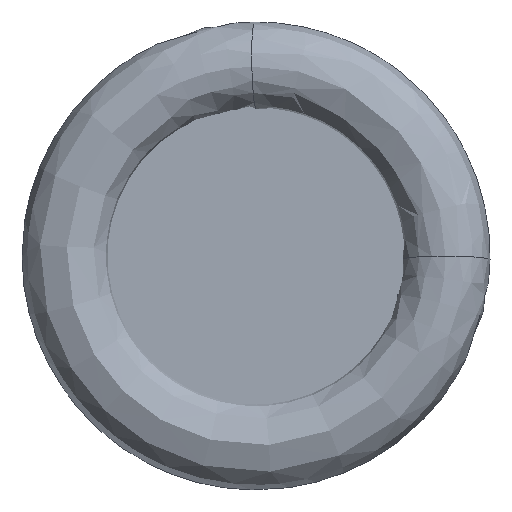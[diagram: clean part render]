
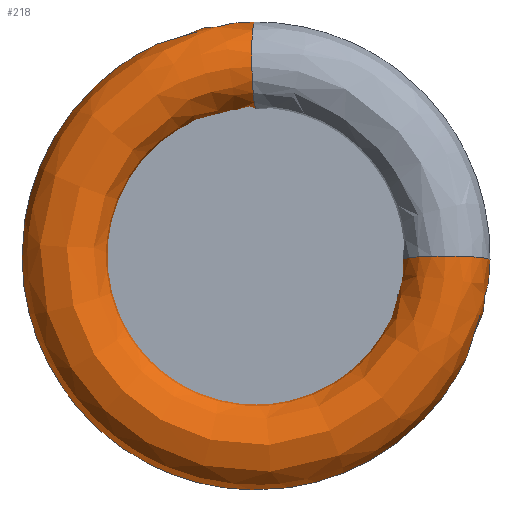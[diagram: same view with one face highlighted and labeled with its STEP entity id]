
A CAD part, left-side view. The second image highlights one B-rep face of the part: STEP entity #218.
In plain terms, the highlighted free-form (B-spline) face has degree [3, 3] with [7, 7] control points.
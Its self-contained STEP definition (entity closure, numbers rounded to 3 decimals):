
#218=ADVANCED_FACE('',(#243,#244),#240,.F.);
#240=(
BOUNDED_SURFACE()
B_SPLINE_SURFACE(3,3,((#554,#555,#556,#557,#558,#559,#560),(#561,#562,#563,
#564,#565,#566,#567),(#568,#569,#570,#571,#572,#573,#574),(#575,#576,#577,
#578,#579,#580,#581),(#582,#583,#584,#585,#586,#587,#588),(#589,#590,#591,
#592,#593,#594,#595),(#596,#597,#598,#599,#600,#601,#602)),
 .UNSPECIFIED.,.T.,.F.,.F.)
B_SPLINE_SURFACE_WITH_KNOTS((1,3,3,3,1),(4,3,4),(-0.5,0.,0.5,1.,1.5),(0.,
0.5,1.),.UNSPECIFIED.)
GEOMETRIC_REPRESENTATION_ITEM()
RATIONAL_B_SPLINE_SURFACE(((1.,0.592,0.592,1.,0.592,
0.592,1.),(0.333,0.197,0.197,
0.333,0.197,0.197,0.333),
(0.333,0.197,0.197,0.333,
0.197,0.197,0.333),(1.,0.592,
0.592,1.,0.592,0.592,1.),(0.333,
0.197,0.197,0.333,0.197,
0.197,0.333),(0.333,0.197,
0.197,0.333,0.197,0.197,
0.333),(1.,0.592,0.592,1.,0.592,
0.592,1.)))
REPRESENTATION_ITEM('')
SURFACE()
);
#243=FACE_BOUND('',#283,.T.);
#244=FACE_BOUND('',#284,.T.);
#283=EDGE_LOOP('',(#325));
#284=EDGE_LOOP('',(#326));
#325=ORIENTED_EDGE('',*,*,#388,.T.);
#326=ORIENTED_EDGE('',*,*,#389,.F.);
#367=VERTEX_POINT('',#551);
#368=VERTEX_POINT('',#553);
#388=EDGE_CURVE('',#367,#367,#409,.T.);
#389=EDGE_CURVE('',#368,#368,#410,.T.);
#409=CIRCLE('',#431,6.);
#410=CIRCLE('',#432,6.);
#431=AXIS2_PLACEMENT_3D('',#550,#471,#472);
#432=AXIS2_PLACEMENT_3D('',#552,#473,#474);
#471=DIRECTION('',(0.087,0.996,-0.022));
#472=DIRECTION('',(0.996,-0.087,0.002));
#473=DIRECTION('',(0.087,0.,0.996));
#474=DIRECTION('',(0.996,0.,-0.087));
#550=CARTESIAN_POINT('',(5.977,0.041,25.501));
#551=CARTESIAN_POINT('',(11.954,-0.482,25.513));
#552=CARTESIAN_POINT('',(5.977,-25.496,-0.523));
#553=CARTESIAN_POINT('',(11.954,-25.496,-1.046));
#554=CARTESIAN_POINT('',(11.954,-25.496,-1.046));
#555=CARTESIAN_POINT('',(11.954,-24.41,-27.517));
#556=CARTESIAN_POINT('',(11.954,0.411,-36.781));
#557=CARTESIAN_POINT('',(11.954,18.575,-17.495));
#558=CARTESIAN_POINT('',(11.954,36.74,1.791));
#559=CARTESIAN_POINT('',(11.954,26.007,26.013));
#560=CARTESIAN_POINT('',(11.954,-0.482,25.513));
#561=CARTESIAN_POINT('',(11.954,-13.496,-1.046));
#562=CARTESIAN_POINT('',(11.954,-12.41,-15.058));
#563=CARTESIAN_POINT('',(11.954,0.927,-19.491));
#564=CARTESIAN_POINT('',(11.954,10.184,-8.917));
#565=CARTESIAN_POINT('',(11.954,19.442,1.657));
#566=CARTESIAN_POINT('',(11.954,13.285,14.291));
#567=CARTESIAN_POINT('',(11.954,-0.747,13.515));
#568=CARTESIAN_POINT('',(0.,-13.496,0.));
#569=CARTESIAN_POINT('',(0.,-13.496,-14.012));
#570=CARTESIAN_POINT('',(0.,-0.58,-19.446));
#571=CARTESIAN_POINT('',(0.,9.437,-9.648));
#572=CARTESIAN_POINT('',(0.,19.454,0.15));
#573=CARTESIAN_POINT('',(0.,14.307,13.182));
#574=CARTESIAN_POINT('',(0.,0.299,13.492));
#575=CARTESIAN_POINT('',(0.,-25.496,0.));
#576=CARTESIAN_POINT('',(0.,-25.496,-26.471));
#577=CARTESIAN_POINT('',(0.,-1.096,-36.736));
#578=CARTESIAN_POINT('',(0.,17.828,-18.226));
#579=CARTESIAN_POINT('',(0.,36.751,0.283));
#580=CARTESIAN_POINT('',(0.,27.028,24.904));
#581=CARTESIAN_POINT('',(0.,0.564,25.489));
#582=CARTESIAN_POINT('',(0.,-37.496,0.));
#583=CARTESIAN_POINT('',(0.,-37.496,-38.93));
#584=CARTESIAN_POINT('',(0.,-1.612,-54.027));
#585=CARTESIAN_POINT('',(0.,26.219,-26.805));
#586=CARTESIAN_POINT('',(0.,54.049,0.416));
#587=CARTESIAN_POINT('',(0.,39.75,36.625));
#588=CARTESIAN_POINT('',(0.,0.829,37.486));
#589=CARTESIAN_POINT('',(11.954,-37.496,-1.046));
#590=CARTESIAN_POINT('',(11.954,-36.41,-39.976));
#591=CARTESIAN_POINT('',(11.954,-0.105,-54.072));
#592=CARTESIAN_POINT('',(11.954,26.966,-26.074));
#593=CARTESIAN_POINT('',(11.954,54.037,1.924));
#594=CARTESIAN_POINT('',(11.954,38.728,37.734));
#595=CARTESIAN_POINT('',(11.954,-0.216,37.51));
#596=CARTESIAN_POINT('',(11.954,-25.496,-1.046));
#597=CARTESIAN_POINT('',(11.954,-24.41,-27.517));
#598=CARTESIAN_POINT('',(11.954,0.411,-36.781));
#599=CARTESIAN_POINT('',(11.954,18.575,-17.495));
#600=CARTESIAN_POINT('',(11.954,36.74,1.791));
#601=CARTESIAN_POINT('',(11.954,26.007,26.013));
#602=CARTESIAN_POINT('',(11.954,-0.482,25.513));
